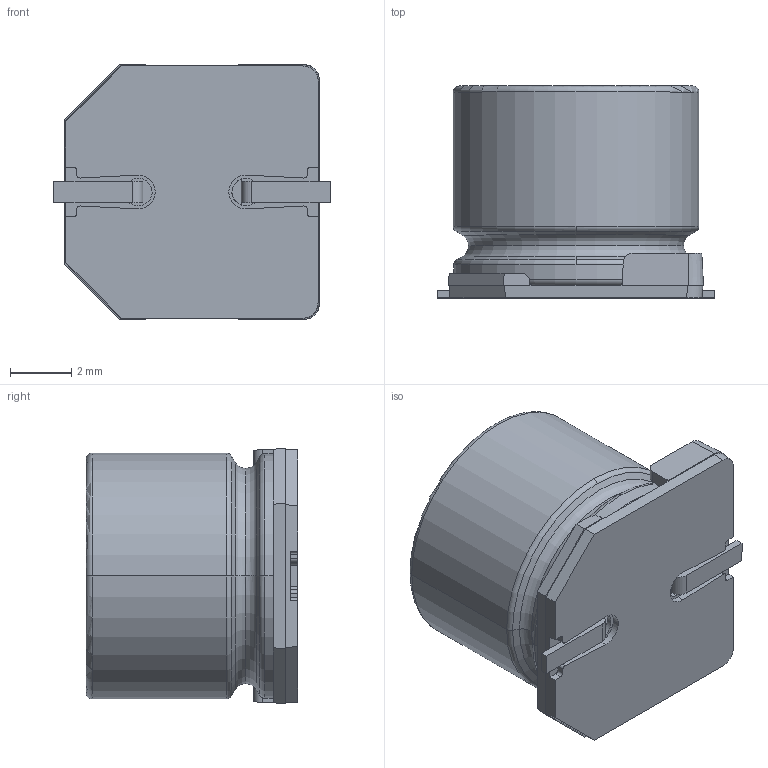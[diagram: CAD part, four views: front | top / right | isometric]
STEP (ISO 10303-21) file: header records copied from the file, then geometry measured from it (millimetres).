
FILE_DESCRIPTION (( 'STEP AP214' ), '1' );
FILE_NAME ('16SVF270M.STEP', '2021-10-02T00:36:57', ( '' ), ( '' ), 'SwSTEP 2.0', 'SolidWorks 2017', '' );
FILE_SCHEMA (( 'AUTOMOTIVE_DESIGN' ));
Length unit declared in the file: millimetre
Products named in the file (1): 16SVF270M
Bounding box: 9 x 6.9 x 8.3 mm (x, y, z)
Surface area: 404.5 mm2 (no closed solid volume)
Topology: 0 solids, 4 shells, 122 faces, 328 edges, 213 vertices
Faces by surface type: plane 60, cylinder 31, torus 14, cone 11, bspline 6
Entity records: 4123 total; most frequent: CARTESIAN_POINT 1042, ORIENTED_EDGE 654, DIRECTION 603, EDGE_CURVE 328, VERTEX_POINT 213, AXIS2_PLACEMENT_3D 202, VECTOR 199, LINE 199
